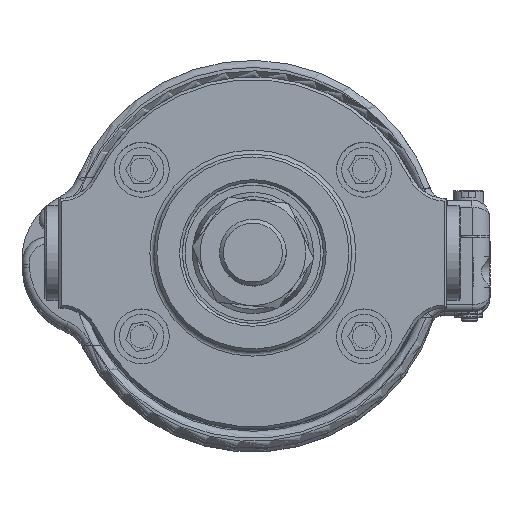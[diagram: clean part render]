
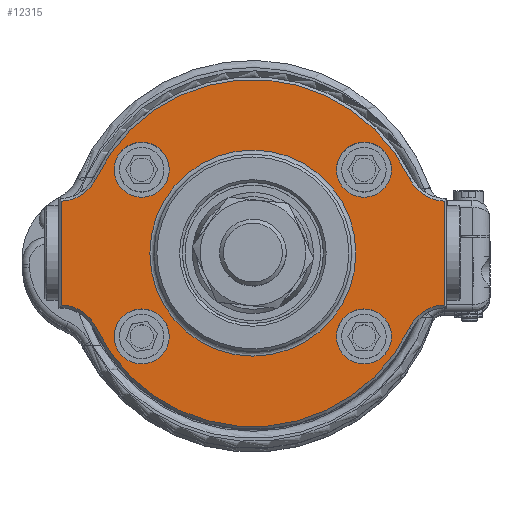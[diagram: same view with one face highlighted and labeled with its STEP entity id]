
A CAD part, top view. The second image highlights one B-rep face of the part: STEP entity #12315.
In plain terms, the highlighted planar face has unit normal (0, 0, 1).
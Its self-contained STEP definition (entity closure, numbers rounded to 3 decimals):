
#1 = CARTESIAN_POINT ( 'NONE',  ( -15.047, 15., 25.4 ) ) ;
#59 = VERTEX_POINT ( 'NONE', #647 ) ;
#200 = EDGE_CURVE ( 'NONE', #12992, #12992, #6296, .T. ) ;
#231 = FACE_BOUND ( 'NONE', #5079, .T. ) ;
#257 = EDGE_CURVE ( 'NONE', #1327, #59, #15438, .T. ) ;
#647 = CARTESIAN_POINT ( 'NONE',  ( 28.224, -13.397, 25.4 ) ) ;
#719 = CARTESIAN_POINT ( 'NONE',  ( 34.417, 9.842, 25.4 ) ) ;
#753 = DIRECTION ( 'NONE',  ( 1., 0., 0. ) ) ;
#760 = CIRCLE ( 'NONE', #10477, 7.112 ) ;
#966 = CIRCLE ( 'NONE', #9572, 18.542 ) ;
#1165 = CARTESIAN_POINT ( 'NONE',  ( 34.649, -16.447, 25.4 ) ) ;
#1198 = EDGE_CURVE ( 'NONE', #14086, #6944, #3850, .T. ) ;
#1228 = EDGE_CURVE ( 'NONE', #59, #6844, #760, .T. ) ;
#1327 = VERTEX_POINT ( 'NONE', #4230 ) ;
#1540 = FACE_BOUND ( 'NONE', #1964, .T. ) ;
#1587 = CARTESIAN_POINT ( 'NONE',  ( -28.224, 13.397, 25.4 ) ) ;
#1627 = DIRECTION ( 'NONE',  ( 1., 0., 0. ) ) ;
#1654 = EDGE_CURVE ( 'NONE', #1837, #1837, #1914, .T. ) ;
#1667 = CARTESIAN_POINT ( 'NONE',  ( 0., 0., 25.4 ) ) ;
#1837 = VERTEX_POINT ( 'NONE', #7144 ) ;
#1914 = CIRCLE ( 'NONE', #9394, 4.953 ) ;
#1930 = ORIENTED_EDGE ( 'NONE', *, *, #200, .F. ) ;
#1964 = EDGE_LOOP ( 'NONE', ( #11166 ) ) ;
#2400 = DIRECTION ( 'NONE',  ( 0., 0., 1. ) ) ;
#2590 = CIRCLE ( 'NONE', #16690, 4.953 ) ;
#3143 = CARTESIAN_POINT ( 'NONE',  ( -34.417, -9.843, 25.4 ) ) ;
#3176 = EDGE_CURVE ( 'NONE', #13440, #13440, #15257, .T. ) ;
#3355 = EDGE_CURVE ( 'NONE', #10669, #1327, #13595, .T. ) ;
#3381 = AXIS2_PLACEMENT_3D ( 'NONE', #10331, #16653, #14324 ) ;
#3629 = CARTESIAN_POINT ( 'NONE',  ( 0., 0., 25.4 ) ) ;
#3708 = DIRECTION ( 'NONE',  ( 0., 1., 0. ) ) ;
#3839 = EDGE_LOOP ( 'NONE', ( #1930 ) ) ;
#3850 = CIRCLE ( 'NONE', #14357, 31.242 ) ;
#3883 = DIRECTION ( 'NONE',  ( 0., 0., -1. ) ) ;
#4204 = DIRECTION ( 'NONE',  ( 0., 0., -1. ) ) ;
#4230 = CARTESIAN_POINT ( 'NONE',  ( -28.224, -13.397, 25.4 ) ) ;
#4364 = CARTESIAN_POINT ( 'NONE',  ( 20., 15., 25.4 ) ) ;
#4477 = VERTEX_POINT ( 'NONE', #5502 ) ;
#4572 = ORIENTED_EDGE ( 'NONE', *, *, #15903, .T. ) ;
#4932 = CARTESIAN_POINT ( 'NONE',  ( 0., 0., 25.4 ) ) ;
#4994 = CARTESIAN_POINT ( 'NONE',  ( 24.953, -15., 25.4 ) ) ;
#5010 = DIRECTION ( 'NONE',  ( 1., 0., 0. ) ) ;
#5079 = EDGE_LOOP ( 'NONE', ( #14241 ) ) ;
#5085 = DIRECTION ( 'NONE',  ( 0., 0., 1. ) ) ;
#5502 = CARTESIAN_POINT ( 'NONE',  ( 18.542, 0., 25.4 ) ) ;
#5536 = PLANE ( 'NONE',  #6925 ) ;
#5900 = DIRECTION ( 'NONE',  ( 0., 0., 1. ) ) ;
#5916 = EDGE_CURVE ( 'NONE', #7045, #10669, #12128, .T. ) ;
#6020 = ORIENTED_EDGE ( 'NONE', *, *, #1198, .T. ) ;
#6227 = CARTESIAN_POINT ( 'NONE',  ( 20., -15., 25.4 ) ) ;
#6296 = CIRCLE ( 'NONE', #12100, 4.953 ) ;
#6409 = ORIENTED_EDGE ( 'NONE', *, *, #3355, .T. ) ;
#6729 = DIRECTION ( 'NONE',  ( 0., 0., -1. ) ) ;
#6755 = EDGE_CURVE ( 'NONE', #6844, #13878, #12610, .T. ) ;
#6774 = FACE_OUTER_BOUND ( 'NONE', #10013, .T. ) ;
#6844 = VERTEX_POINT ( 'NONE', #7864 ) ;
#6875 = CARTESIAN_POINT ( 'NONE',  ( -15.047, -15., 25.4 ) ) ;
#6902 = DIRECTION ( 'NONE',  ( 1., 0., 0. ) ) ;
#6925 = AXIS2_PLACEMENT_3D ( 'NONE', #4932, #16618, #11511 ) ;
#6944 = VERTEX_POINT ( 'NONE', #1587 ) ;
#6981 = DIRECTION ( 'NONE',  ( 1., 0., 0. ) ) ;
#7045 = VERTEX_POINT ( 'NONE', #7087 ) ;
#7087 = CARTESIAN_POINT ( 'NONE',  ( -34.417, 9.338, 25.4 ) ) ;
#7144 = CARTESIAN_POINT ( 'NONE',  ( 24.953, 15., 25.4 ) ) ;
#7343 = VECTOR ( 'NONE', #3708, 1000. ) ;
#7535 = CIRCLE ( 'NONE', #9454, 7.112 ) ;
#7580 = EDGE_CURVE ( 'NONE', #6944, #7045, #12898, .T. ) ;
#7864 = CARTESIAN_POINT ( 'NONE',  ( 34.417, -9.338, 25.4 ) ) ;
#8190 = CARTESIAN_POINT ( 'NONE',  ( 34.417, 9.338, 25.4 ) ) ;
#8195 = DIRECTION ( 'NONE',  ( 1., 0., 0. ) ) ;
#8204 = CARTESIAN_POINT ( 'NONE',  ( 34.649, 16.446, 25.4 ) ) ;
#8240 = EDGE_CURVE ( 'NONE', #16842, #16842, #2590, .T. ) ;
#8994 = CARTESIAN_POINT ( 'NONE',  ( -20., 15., 25.4 ) ) ;
#9225 = VECTOR ( 'NONE', #16110, 1000. ) ;
#9373 = ORIENTED_EDGE ( 'NONE', *, *, #5916, .T. ) ;
#9394 = AXIS2_PLACEMENT_3D ( 'NONE', #4364, #14675, #8195 ) ;
#9452 = FACE_BOUND ( 'NONE', #10102, .T. ) ;
#9454 = AXIS2_PLACEMENT_3D ( 'NONE', #8204, #4204, #6981 ) ;
#9572 = AXIS2_PLACEMENT_3D ( 'NONE', #1667, #6729, #6902 ) ;
#9622 = CARTESIAN_POINT ( 'NONE',  ( -34.649, 16.446, 25.4 ) ) ;
#9805 = CARTESIAN_POINT ( 'NONE',  ( -20., -15., 25.4 ) ) ;
#9945 = ORIENTED_EDGE ( 'NONE', *, *, #6755, .T. ) ;
#10013 = EDGE_LOOP ( 'NONE', ( #10162, #9945, #4572, #6020, #15162, #9373, #6409, #12863 ) ) ;
#10102 = EDGE_LOOP ( 'NONE', ( #15062 ) ) ;
#10162 = ORIENTED_EDGE ( 'NONE', *, *, #1228, .T. ) ;
#10186 = AXIS2_PLACEMENT_3D ( 'NONE', #3629, #5085, #15654 ) ;
#10331 = CARTESIAN_POINT ( 'NONE',  ( -34.649, -16.447, 25.4 ) ) ;
#10400 = CARTESIAN_POINT ( 'NONE',  ( 28.224, 13.397, 25.4 ) ) ;
#10456 = DIRECTION ( 'NONE',  ( 0., 0., 1. ) ) ;
#10477 = AXIS2_PLACEMENT_3D ( 'NONE', #1165, #3883, #753 ) ;
#10669 = VERTEX_POINT ( 'NONE', #13432 ) ;
#11166 = ORIENTED_EDGE ( 'NONE', *, *, #3176, .F. ) ;
#11511 = DIRECTION ( 'NONE',  ( 1., 0., 0. ) ) ;
#11585 = DIRECTION ( 'NONE',  ( 0., 0., 1. ) ) ;
#11868 = EDGE_CURVE ( 'NONE', #4477, #4477, #966, .T. ) ;
#12100 = AXIS2_PLACEMENT_3D ( 'NONE', #8994, #2400, #12872 ) ;
#12128 = LINE ( 'NONE', #3143, #9225 ) ;
#12200 = AXIS2_PLACEMENT_3D ( 'NONE', #9805, #5900, #12713 ) ;
#12315 = ADVANCED_FACE ( 'NONE', ( #6774, #9452, #14747, #13422, #1540, #231 ), #5536, .T. ) ;
#12610 = LINE ( 'NONE', #719, #7343 ) ;
#12713 = DIRECTION ( 'NONE',  ( 1., 0., 0. ) ) ;
#12863 = ORIENTED_EDGE ( 'NONE', *, *, #257, .T. ) ;
#12872 = DIRECTION ( 'NONE',  ( 1., 0., 0. ) ) ;
#12898 = CIRCLE ( 'NONE', #15145, 7.112 ) ;
#12992 = VERTEX_POINT ( 'NONE', #1 ) ;
#13132 = DIRECTION ( 'NONE',  ( 1., 0., 0. ) ) ;
#13422 = FACE_BOUND ( 'NONE', #3839, .T. ) ;
#13432 = CARTESIAN_POINT ( 'NONE',  ( -34.417, -9.338, 25.4 ) ) ;
#13440 = VERTEX_POINT ( 'NONE', #6875 ) ;
#13504 = DIRECTION ( 'NONE',  ( 0., 0., -1. ) ) ;
#13595 = CIRCLE ( 'NONE', #3381, 7.112 ) ;
#13687 = EDGE_LOOP ( 'NONE', ( #14955 ) ) ;
#13878 = VERTEX_POINT ( 'NONE', #8190 ) ;
#14086 = VERTEX_POINT ( 'NONE', #10400 ) ;
#14241 = ORIENTED_EDGE ( 'NONE', *, *, #8240, .F. ) ;
#14324 = DIRECTION ( 'NONE',  ( 1., 0., 0. ) ) ;
#14357 = AXIS2_PLACEMENT_3D ( 'NONE', #15821, #10456, #13132 ) ;
#14675 = DIRECTION ( 'NONE',  ( 0., 0., 1. ) ) ;
#14747 = FACE_BOUND ( 'NONE', #13687, .T. ) ;
#14955 = ORIENTED_EDGE ( 'NONE', *, *, #1654, .F. ) ;
#15062 = ORIENTED_EDGE ( 'NONE', *, *, #11868, .T. ) ;
#15145 = AXIS2_PLACEMENT_3D ( 'NONE', #9622, #13504, #1627 ) ;
#15162 = ORIENTED_EDGE ( 'NONE', *, *, #7580, .T. ) ;
#15257 = CIRCLE ( 'NONE', #12200, 4.953 ) ;
#15438 = CIRCLE ( 'NONE', #10186, 31.242 ) ;
#15654 = DIRECTION ( 'NONE',  ( 1., 0., 0. ) ) ;
#15821 = CARTESIAN_POINT ( 'NONE',  ( 0., 0., 25.4 ) ) ;
#15903 = EDGE_CURVE ( 'NONE', #13878, #14086, #7535, .T. ) ;
#16110 = DIRECTION ( 'NONE',  ( 0., -1., 0. ) ) ;
#16618 = DIRECTION ( 'NONE',  ( 0., 0., 1. ) ) ;
#16653 = DIRECTION ( 'NONE',  ( 0., 0., -1. ) ) ;
#16690 = AXIS2_PLACEMENT_3D ( 'NONE', #6227, #11585, #5010 ) ;
#16842 = VERTEX_POINT ( 'NONE', #4994 ) ;
